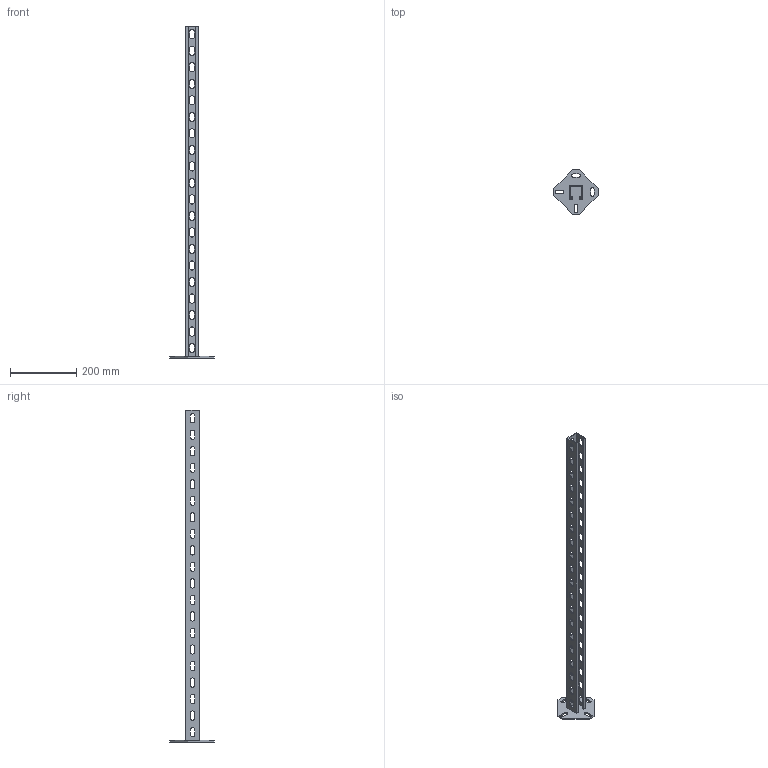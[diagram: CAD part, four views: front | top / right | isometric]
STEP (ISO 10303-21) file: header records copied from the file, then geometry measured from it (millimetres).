
FILE_DESCRIPTION (( 'STEP AP214' ), '1' );
FILE_NAME ('6342796.STEP', '2019-12-02T11:57:48', ( '' ), ( '' ), 'SwSTEP 2.0', 'SolidWorks 2018', '' );
FILE_SCHEMA (( 'AUTOMOTIVE_DESIGN' ));
Length unit declared in the file: millimetre
Products named in the file (3): 6342796; 026840_L=1200; 055764_H=31,5
Assembly tree (2 placements, depth 2):
  6342796
    055764_H=31,5
    026840_L=1200
Bounding box: 134.35 x 134.35 x 1005 mm (x, y, z)
Volume: 348278.6 mm3; surface area: 277082.9 mm2
Topology: 2 solids, 2 shells, 358 faces, 1062 edges, 708 vertices
Faces by surface type: cylinder 190, plane 168
Entity records: 12472 total; most frequent: DIRECTION 2168, CARTESIAN_POINT 2133, ORIENTED_EDGE 2124, EDGE_CURVE 1062, AXIS2_PLACEMENT_3D 743, VERTEX_POINT 708, LINE 682, VECTOR 682
